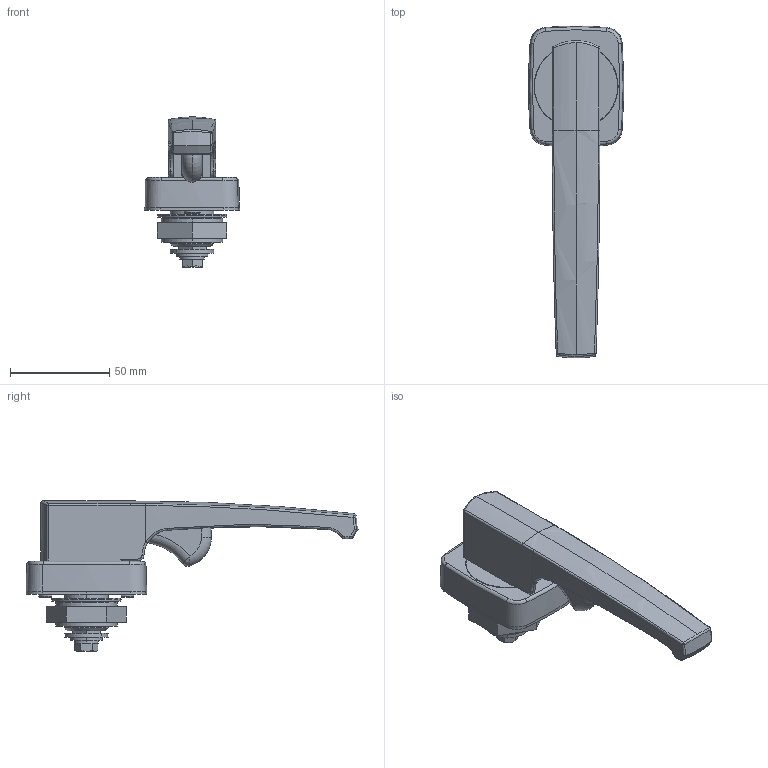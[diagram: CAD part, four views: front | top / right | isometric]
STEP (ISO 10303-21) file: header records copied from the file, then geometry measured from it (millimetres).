
FILE_DESCRIPTION (( 'STEP AP203' ), '1' );
FILE_NAME ('A-130-1-2.STEP', '2020-01-31T07:34:53', ( '' ), ( '' ), 'SwSTEP 2.0', 'SolidWorks 2018', '' );
FILE_SCHEMA (( 'CONFIG_CONTROL_DESIGN' ));
Length unit declared in the file: millimetre
Products named in the file (11): A-130-1-2_スペーサー_; A-130-1-2_トリガー_; A-130-1-2; A-130-1-2_歯付座金_; A-130-1-2_パッキン_; A-130-1-2_ハンドル_; A-130-1-2_十字穴付小ねじ_内径基準ver1.02__M3x5十字穴付なべ小ねじ(SUS)平シングルセムス(P1); A-130-1-2_ナット_; A-130-1-2_ベース_; A-130-1-2_平座金_; A-130-1-2_六角ボルト_内径基準ver1.03__M6x12十字穴付六角ボルト(SUS)SWシングルセムス(P2)
Assembly tree (10 placements, depth 2):
  A-130-1-2
    A-130-1-2_ベース_
    A-130-1-2_ハンドル_
    A-130-1-2_トリガー_
    A-130-1-2_ナット_
    A-130-1-2_パッキン_
    A-130-1-2_歯付座金_
    A-130-1-2_十字穴付小ねじ_内径基準ver1.02__M3x5十字穴付なべ小ねじ(SUS)平シングルセムス(P1)
    A-130-1-2_六角ボルト_内径基準ver1.03__M6x12十字穴付六角ボルト(SUS)SWシングルセムス(P2)
    A-130-1-2_平座金_
    A-130-1-2_スペーサー_
Bounding box: 47.91 x 167.31 x 75.7 mm (x, y, z)
Volume: 95913.1 mm3; surface area: 50728.9 mm2
Topology: 10 solids, 10 shells, 611 faces, 1558 edges, 975 vertices
Faces by surface type: plane 231, cylinder 169, bspline 87, cone 72, torus 40, sphere 12
Entity records: 23605 total; most frequent: CARTESIAN_POINT 8352, ORIENTED_EDGE 3092, DIRECTION 2799, EDGE_CURVE 1546, AXIS2_PLACEMENT_3D 1088, VERTEX_POINT 975, EDGE_LOOP 643, VECTOR 623
